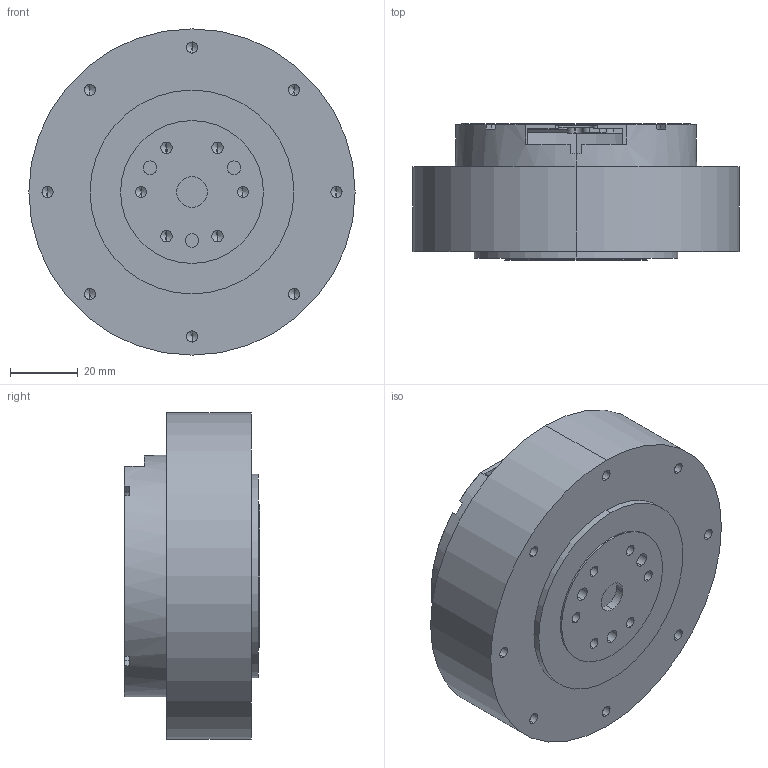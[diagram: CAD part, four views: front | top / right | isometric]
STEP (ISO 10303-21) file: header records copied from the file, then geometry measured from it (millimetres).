
FILE_DESCRIPTION (( 'STEP AP214' ), '1' );
FILE_NAME ('8108 熬厒萇儂3D 20231003.STEP', '2023-10-03T01:44:52', ( '' ), ( '' ), 'SwSTEP 2.0', 'SolidWorks 2021', '' );
FILE_SCHEMA (( 'AUTOMOTIVE_DESIGN' ));
Length unit declared in the file: millimetre
Products named in the file (3): 8108 熬厒萇儂3D 20231003; DM 8108 3D; 8108 减速电机驱动板盖
Assembly tree (2 placements, depth 2):
  8108 熬厒萇儂3D 20231003
    DM 8108 3D
    8108 减速电机驱动板盖
Bounding box: 96 x 40 x 96 mm (x, y, z)
Volume: 193996 mm3; surface area: 37160.4 mm2
Topology: 2 solids, 2 shells, 293 faces, 758 edges, 461 vertices
Faces by surface type: plane 128, cylinder 93, cone 60, bspline 12
Entity records: 9873 total; most frequent: CARTESIAN_POINT 2273, DIRECTION 1469, ORIENTED_EDGE 1428, EDGE_CURVE 714, AXIS2_PLACEMENT_3D 505, VERTEX_POINT 461, LINE 459, VECTOR 459
